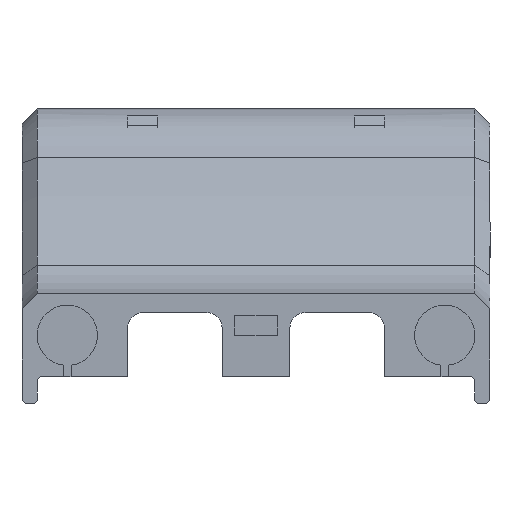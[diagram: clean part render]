
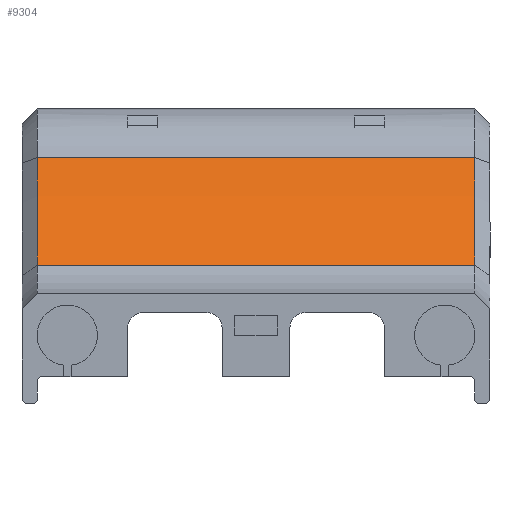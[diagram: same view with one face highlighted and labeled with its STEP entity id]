
A CAD part, left-side view. The second image highlights one B-rep face of the part: STEP entity #9304.
In plain terms, the highlighted cylindrical face has radius 43 mm (diameter 86 mm), a partial arc.
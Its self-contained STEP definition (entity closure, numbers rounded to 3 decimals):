
#68 = VERTEX_POINT('',#69);
#69 = CARTESIAN_POINT('',(8.738,29.,9.275));
#84 = CYLINDRICAL_SURFACE('',#85,12.);
#85 = AXIS2_PLACEMENT_3D('',#86,#87,#88);
#86 = CARTESIAN_POINT('',(0.,0.,17.5));
#87 = DIRECTION('',(0.,1.,0.));
#88 = DIRECTION('',(1.,0.,0.));
#112 = CONICAL_SURFACE('',#113,43.,0.785);
#113 = AXIS2_PLACEMENT_3D('',#114,#115,#116);
#114 = CARTESIAN_POINT('',(-22.574,29.,38.747));
#115 = DIRECTION('',(0.,1.,0.));
#116 = DIRECTION('',(0.728,0.,-0.685)
  );
#1647 = EDGE_CURVE('',#68,#1648,#1650,.T.);
#1648 = VERTEX_POINT('',#1649);
#1649 = CARTESIAN_POINT('',(17.646,29.,23.537));
#1650 = SURFACE_CURVE('',#1651,(#1656,#1663),.PCURVE_S1.);
#1651 = CIRCLE('',#1652,43.);
#1652 = AXIS2_PLACEMENT_3D('',#1653,#1654,#1655);
#1653 = CARTESIAN_POINT('',(-22.574,29.,38.747));
#1654 = DIRECTION('',(0.,-1.,0.));
#1655 = DIRECTION('',(0.728,0.,-0.685)
  );
#1656 = PCURVE('',#112,#1657);
#1657 = DEFINITIONAL_REPRESENTATION('',(#1658),#1662);
#1658 = LINE('',#1659,#1660);
#1659 = CARTESIAN_POINT('',(-0.,0.));
#1660 = VECTOR('',#1661,1.);
#1661 = DIRECTION('',(-1.,0.));
#1662 = ( GEOMETRIC_REPRESENTATION_CONTEXT(2) 
PARAMETRIC_REPRESENTATION_CONTEXT() REPRESENTATION_CONTEXT('2D SPACE',''
  ) );
#1663 = PCURVE('',#1664,#1669);
#1664 = CYLINDRICAL_SURFACE('',#1665,43.);
#1665 = AXIS2_PLACEMENT_3D('',#1666,#1667,#1668);
#1666 = CARTESIAN_POINT('',(-22.574,0.,
    38.747));
#1667 = DIRECTION('',(0.,1.,0.));
#1668 = DIRECTION('',(1.,0.,0.));
#1669 = DEFINITIONAL_REPRESENTATION('',(#1670),#1674);
#1670 = LINE('',#1671,#1672);
#1671 = CARTESIAN_POINT('',(-5.528,29.));
#1672 = VECTOR('',#1673,1.);
#1673 = DIRECTION('',(-1.,0.));
#1674 = ( GEOMETRIC_REPRESENTATION_CONTEXT(2) 
PARAMETRIC_REPRESENTATION_CONTEXT() REPRESENTATION_CONTEXT('2D SPACE',''
  ) );
#2130 = CYLINDRICAL_SURFACE('',#2131,10.);
#2131 = AXIS2_PLACEMENT_3D('',#2132,#2133,#2134);
#2132 = CARTESIAN_POINT('',(27.,0.,20.));
#2133 = DIRECTION('',(0.,1.,0.));
#2134 = DIRECTION('',(1.,0.,0.));
#4482 = VERTEX_POINT('',#4483);
#4483 = CARTESIAN_POINT('',(8.738,-29.,9.275));
#4520 = CONICAL_SURFACE('',#4521,43.,0.785);
#4521 = AXIS2_PLACEMENT_3D('',#4522,#4523,#4524);
#4522 = CARTESIAN_POINT('',(-22.574,-29.,38.747));
#4523 = DIRECTION('',(0.,-1.,0.));
#4524 = DIRECTION('',(0.728,0.,-0.685
    ));
#4857 = EDGE_CURVE('',#4482,#4858,#4860,.T.);
#4858 = VERTEX_POINT('',#4859);
#4859 = CARTESIAN_POINT('',(17.646,-29.,23.537));
#4860 = SURFACE_CURVE('',#4861,(#4866,#4873),.PCURVE_S1.);
#4861 = CIRCLE('',#4862,43.);
#4862 = AXIS2_PLACEMENT_3D('',#4863,#4864,#4865);
#4863 = CARTESIAN_POINT('',(-22.574,-29.,38.747));
#4864 = DIRECTION('',(0.,-1.,0.));
#4865 = DIRECTION('',(0.728,0.,-0.685
    ));
#4866 = PCURVE('',#4520,#4867);
#4867 = DEFINITIONAL_REPRESENTATION('',(#4868),#4872);
#4868 = LINE('',#4869,#4870);
#4869 = CARTESIAN_POINT('',(0.,0.));
#4870 = VECTOR('',#4871,1.);
#4871 = DIRECTION('',(1.,0.));
#4872 = ( GEOMETRIC_REPRESENTATION_CONTEXT(2) 
PARAMETRIC_REPRESENTATION_CONTEXT() REPRESENTATION_CONTEXT('2D SPACE',''
  ) );
#4873 = PCURVE('',#1664,#4874);
#4874 = DEFINITIONAL_REPRESENTATION('',(#4875),#4879);
#4875 = LINE('',#4876,#4877);
#4876 = CARTESIAN_POINT('',(-5.528,-29.));
#4877 = VECTOR('',#4878,1.);
#4878 = DIRECTION('',(-1.,0.));
#4879 = ( GEOMETRIC_REPRESENTATION_CONTEXT(2) 
PARAMETRIC_REPRESENTATION_CONTEXT() REPRESENTATION_CONTEXT('2D SPACE',''
  ) );
#9284 = EDGE_CURVE('',#68,#4482,#9285,.T.);
#9285 = SURFACE_CURVE('',#9286,(#9290,#9297),.PCURVE_S1.);
#9286 = LINE('',#9287,#9288);
#9287 = CARTESIAN_POINT('',(8.738,0.,
    9.275));
#9288 = VECTOR('',#9289,1.);
#9289 = DIRECTION('',(0.,-1.,0.));
#9290 = PCURVE('',#84,#9291);
#9291 = DEFINITIONAL_REPRESENTATION('',(#9292),#9296);
#9292 = LINE('',#9293,#9294);
#9293 = CARTESIAN_POINT('',(-5.528,0.));
#9294 = VECTOR('',#9295,1.);
#9295 = DIRECTION('',(-0.,-1.));
#9296 = ( GEOMETRIC_REPRESENTATION_CONTEXT(2) 
PARAMETRIC_REPRESENTATION_CONTEXT() REPRESENTATION_CONTEXT('2D SPACE',''
  ) );
#9297 = PCURVE('',#1664,#9298);
#9298 = DEFINITIONAL_REPRESENTATION('',(#9299),#9303);
#9299 = LINE('',#9300,#9301);
#9300 = CARTESIAN_POINT('',(-5.528,0.));
#9301 = VECTOR('',#9302,1.);
#9302 = DIRECTION('',(-0.,-1.));
#9303 = ( GEOMETRIC_REPRESENTATION_CONTEXT(2) 
PARAMETRIC_REPRESENTATION_CONTEXT() REPRESENTATION_CONTEXT('2D SPACE',''
  ) );
#9304 = ADVANCED_FACE('',(#9305),#1664,.F.);
#9305 = FACE_BOUND('',#9306,.T.);
#9306 = EDGE_LOOP('',(#9307,#9308,#9309,#9310));
#9307 = ORIENTED_EDGE('',*,*,#1647,.F.);
#9308 = ORIENTED_EDGE('',*,*,#9284,.T.);
#9309 = ORIENTED_EDGE('',*,*,#4857,.T.);
#9310 = ORIENTED_EDGE('',*,*,#9311,.F.);
#9311 = EDGE_CURVE('',#1648,#4858,#9312,.T.);
#9312 = SURFACE_CURVE('',#9313,(#9317,#9324),.PCURVE_S1.);
#9313 = LINE('',#9314,#9315);
#9314 = CARTESIAN_POINT('',(17.646,0.,
    23.537));
#9315 = VECTOR('',#9316,1.);
#9316 = DIRECTION('',(0.,-1.,0.));
#9317 = PCURVE('',#1664,#9318);
#9318 = DEFINITIONAL_REPRESENTATION('',(#9319),#9323);
#9319 = LINE('',#9320,#9321);
#9320 = CARTESIAN_POINT('',(-5.922,0.));
#9321 = VECTOR('',#9322,1.);
#9322 = DIRECTION('',(-0.,-1.));
#9323 = ( GEOMETRIC_REPRESENTATION_CONTEXT(2) 
PARAMETRIC_REPRESENTATION_CONTEXT() REPRESENTATION_CONTEXT('2D SPACE',''
  ) );
#9324 = PCURVE('',#2130,#9325);
#9325 = DEFINITIONAL_REPRESENTATION('',(#9326),#9330);
#9326 = LINE('',#9327,#9328);
#9327 = CARTESIAN_POINT('',(-2.78,0.));
#9328 = VECTOR('',#9329,1.);
#9329 = DIRECTION('',(-0.,-1.));
#9330 = ( GEOMETRIC_REPRESENTATION_CONTEXT(2) 
PARAMETRIC_REPRESENTATION_CONTEXT() REPRESENTATION_CONTEXT('2D SPACE',''
  ) );
